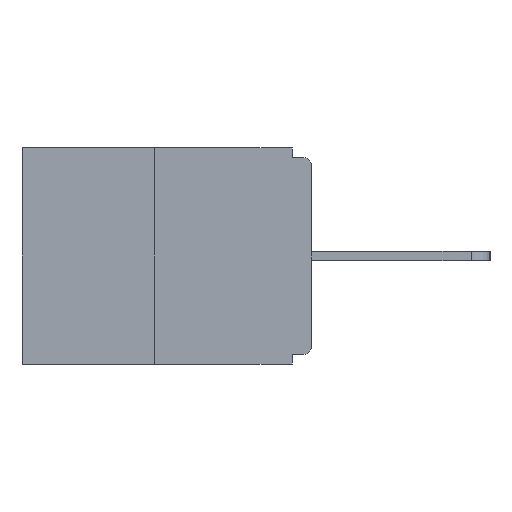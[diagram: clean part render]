
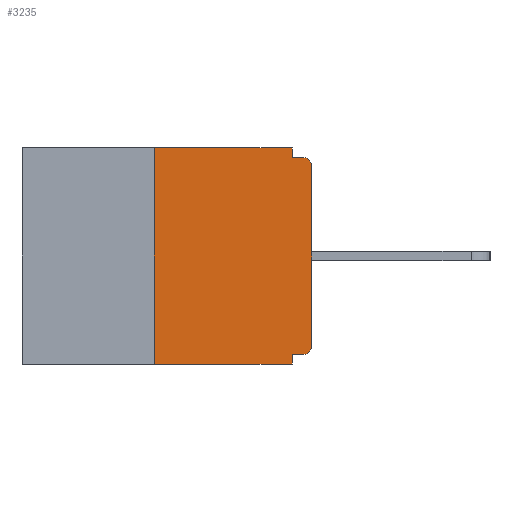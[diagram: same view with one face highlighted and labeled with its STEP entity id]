
A CAD part, left-side view. The second image highlights one B-rep face of the part: STEP entity #3235.
In plain terms, the highlighted planar face has unit normal (-1, 0, 0).
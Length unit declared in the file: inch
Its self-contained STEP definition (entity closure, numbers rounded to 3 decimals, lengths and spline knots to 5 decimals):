
#451 = DIRECTION ( 'NONE',  ( 0., 0., -1. ) ) ;
#779 = ORIENTED_EDGE ( 'NONE', *, *, #6263, .T. ) ;
#910 = EDGE_CURVE ( 'NONE', #19157, #936, #3708, .T. ) ;
#936 = VERTEX_POINT ( 'NONE', #17694 ) ;
#1371 = ORIENTED_EDGE ( 'NONE', *, *, #19222, .F. ) ;
#1568 = AXIS2_PLACEMENT_3D ( 'NONE', #6719, #16368, #16264 ) ;
#1639 = CARTESIAN_POINT ( 'NONE',  ( 0., 0.015, -0.313 ) ) ;
#1765 = LINE ( 'NONE', #6417, #4945 ) ;
#1944 = DIRECTION ( 'NONE',  ( -1., 0., 0. ) ) ;
#1980 = DIRECTION ( 'NONE',  ( 0., 0., 1. ) ) ;
#2351 = VECTOR ( 'NONE', #19241, 39.37008 ) ;
#2636 = ORIENTED_EDGE ( 'NONE', *, *, #20329, .T. ) ;
#2681 = ORIENTED_EDGE ( 'NONE', *, *, #18213, .F. ) ;
#3235 = ADVANCED_FACE ( 'NONE', ( #19902 ), #8513, .F. ) ;
#3408 = CARTESIAN_POINT ( 'NONE',  ( 0., 0.031, -0.015 ) ) ;
#3583 = VERTEX_POINT ( 'NONE', #11834 ) ;
#3708 = LINE ( 'NONE', #16036, #2351 ) ;
#3957 = CARTESIAN_POINT ( 'NONE',  ( 0., 0.031, 0. ) ) ;
#4017 = EDGE_CURVE ( 'NONE', #936, #15537, #16487, .T. ) ;
#4063 = VECTOR ( 'NONE', #451, 39.37008 ) ;
#4113 = VERTEX_POINT ( 'NONE', #19488 ) ;
#4154 = ORIENTED_EDGE ( 'NONE', *, *, #14530, .T. ) ;
#4189 = ORIENTED_EDGE ( 'NONE', *, *, #4017, .F. ) ;
#4919 = VECTOR ( 'NONE', #4953, 39.37008 ) ;
#4945 = VECTOR ( 'NONE', #1980, 39.37008 ) ;
#4953 = DIRECTION ( 'NONE',  ( 0., -1., 0. ) ) ;
#4984 = DIRECTION ( 'NONE',  ( 0., -1., 0. ) ) ;
#5032 = ORIENTED_EDGE ( 'NONE', *, *, #9249, .F. ) ;
#5077 = EDGE_LOOP ( 'NONE', ( #17640, #1371, #4154, #18641, #5032, #12527, #779, #2636, #2681, #4189 ) ) ;
#5127 = CARTESIAN_POINT ( 'NONE',  ( 0., 0.25, -0.343 ) ) ;
#5701 = CARTESIAN_POINT ( 'NONE',  ( 0., 0.031, -0.343 ) ) ;
#5707 = DIRECTION ( 'NONE',  ( 1., 0., 0. ) ) ;
#6263 = EDGE_CURVE ( 'NONE', #10784, #17570, #11963, .T. ) ;
#6417 = CARTESIAN_POINT ( 'NONE',  ( 0., 0.25, 0. ) ) ;
#6559 = EDGE_CURVE ( 'NONE', #9279, #4113, #16109, .T. ) ;
#6595 = DIRECTION ( 'NONE',  ( 0., 0., -1. ) ) ;
#6606 = LINE ( 'NONE', #19155, #4919 ) ;
#6659 = AXIS2_PLACEMENT_3D ( 'NONE', #10160, #5707, #8274 ) ;
#6719 = CARTESIAN_POINT ( 'NONE',  ( 0., 0.015, -0.03 ) ) ;
#6760 = VECTOR ( 'NONE', #8323, 39.37008 ) ;
#7261 = EDGE_CURVE ( 'NONE', #3583, #10784, #8057, .T. ) ;
#8057 = CIRCLE ( 'NONE', #19650, 0.015 ) ;
#8148 = VECTOR ( 'NONE', #4984, 39.37008 ) ;
#8274 = DIRECTION ( 'NONE',  ( 0., 0., -1. ) ) ;
#8323 = DIRECTION ( 'NONE',  ( 0., 0., -1. ) ) ;
#8513 = PLANE ( 'NONE',  #6659 ) ;
#9214 = CARTESIAN_POINT ( 'NONE',  ( 0., 0., -0.313 ) ) ;
#9249 = EDGE_CURVE ( 'NONE', #3583, #9279, #15870, .T. ) ;
#9279 = VERTEX_POINT ( 'NONE', #9754 ) ;
#9754 = CARTESIAN_POINT ( 'NONE',  ( 0., 0.031, -0.328 ) ) ;
#10160 = CARTESIAN_POINT ( 'NONE',  ( 0., 0.46, 0. ) ) ;
#10339 = VECTOR ( 'NONE', #17426, 39.37008 ) ;
#10784 = VERTEX_POINT ( 'NONE', #9214 ) ;
#11192 = CARTESIAN_POINT ( 'NONE',  ( 0., 0., -0.328 ) ) ;
#11834 = CARTESIAN_POINT ( 'NONE',  ( 0., 0.015, -0.328 ) ) ;
#11963 = LINE ( 'NONE', #16640, #13724 ) ;
#12178 = DIRECTION ( 'NONE',  ( 0., 0., 1. ) ) ;
#12527 = ORIENTED_EDGE ( 'NONE', *, *, #7261, .T. ) ;
#12959 = CARTESIAN_POINT ( 'NONE',  ( 0., 0.46, -0.343 ) ) ;
#13724 = VECTOR ( 'NONE', #12178, 39.37008 ) ;
#13992 = CARTESIAN_POINT ( 'NONE',  ( 0., 0.015, -0.015 ) ) ;
#14530 = EDGE_CURVE ( 'NONE', #19424, #4113, #16183, .T. ) ;
#14747 = CARTESIAN_POINT ( 'NONE',  ( 0., 0.25, 0. ) ) ;
#15379 = CARTESIAN_POINT ( 'NONE',  ( 0., 0., -0.03 ) ) ;
#15537 = VERTEX_POINT ( 'NONE', #3408 ) ;
#15870 = LINE ( 'NONE', #11192, #10339 ) ;
#16036 = CARTESIAN_POINT ( 'NONE',  ( 0., 0.46, 0. ) ) ;
#16109 = LINE ( 'NONE', #5701, #6760 ) ;
#16183 = LINE ( 'NONE', #12959, #8148 ) ;
#16264 = DIRECTION ( 'NONE',  ( 0., 0., -1. ) ) ;
#16334 = VERTEX_POINT ( 'NONE', #13992 ) ;
#16368 = DIRECTION ( 'NONE',  ( -1., 0., 0. ) ) ;
#16487 = LINE ( 'NONE', #3957, #4063 ) ;
#16640 = CARTESIAN_POINT ( 'NONE',  ( 0., 0., 0. ) ) ;
#17426 = DIRECTION ( 'NONE',  ( 0., 1., 0. ) ) ;
#17570 = VERTEX_POINT ( 'NONE', #15379 ) ;
#17640 = ORIENTED_EDGE ( 'NONE', *, *, #910, .F. ) ;
#17694 = CARTESIAN_POINT ( 'NONE',  ( 0., 0.031, 0. ) ) ;
#18213 = EDGE_CURVE ( 'NONE', #15537, #16334, #6606, .T. ) ;
#18641 = ORIENTED_EDGE ( 'NONE', *, *, #6559, .F. ) ;
#19155 = CARTESIAN_POINT ( 'NONE',  ( 0., 0., -0.015 ) ) ;
#19157 = VERTEX_POINT ( 'NONE', #14747 ) ;
#19222 = EDGE_CURVE ( 'NONE', #19424, #19157, #1765, .T. ) ;
#19241 = DIRECTION ( 'NONE',  ( 0., -1., 0. ) ) ;
#19424 = VERTEX_POINT ( 'NONE', #5127 ) ;
#19435 = CIRCLE ( 'NONE', #1568, 0.015 ) ;
#19488 = CARTESIAN_POINT ( 'NONE',  ( 0., 0.031, -0.343 ) ) ;
#19650 = AXIS2_PLACEMENT_3D ( 'NONE', #1639, #1944, #6595 ) ;
#19902 = FACE_OUTER_BOUND ( 'NONE', #5077, .T. ) ;
#20329 = EDGE_CURVE ( 'NONE', #17570, #16334, #19435, .T. ) ;
